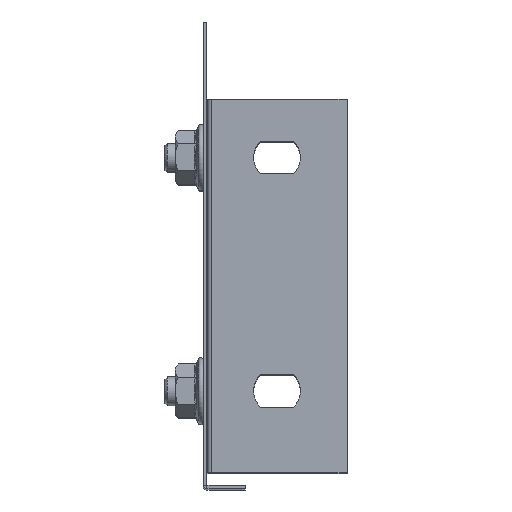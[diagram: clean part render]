
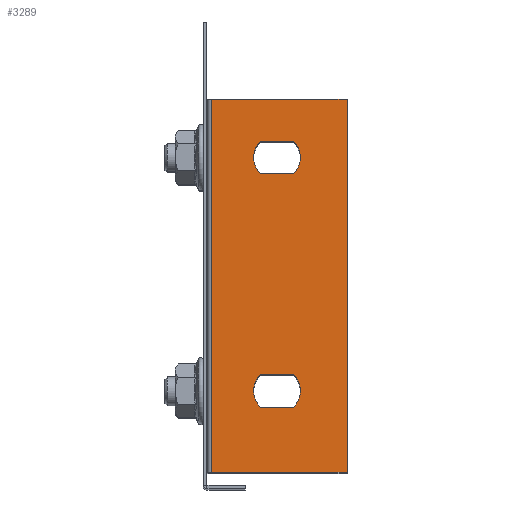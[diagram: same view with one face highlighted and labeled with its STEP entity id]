
A CAD part, top view. The second image highlights one B-rep face of the part: STEP entity #3289.
In plain terms, the highlighted face is planar.
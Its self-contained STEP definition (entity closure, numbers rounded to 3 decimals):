
#44 = ORIENTED_EDGE ( 'NONE', *, *, #2215, .F. ) ;
#45 = ORIENTED_EDGE ( 'NONE', *, *, #2226, .T. ) ;
#56 = EDGE_LOOP ( 'NONE', ( #81, #106, #101, #102 ) ) ;
#63 = ORIENTED_EDGE ( 'NONE', *, *, #2217, .F. ) ;
#64 = ORIENTED_EDGE ( 'NONE', *, *, #2205, .T. ) ;
#81 = ORIENTED_EDGE ( 'NONE', *, *, #2207, .F. ) ;
#82 = ORIENTED_EDGE ( 'NONE', *, *, #2219, .F. ) ;
#101 = ORIENTED_EDGE ( 'NONE', *, *, #2211, .F. ) ;
#102 = ORIENTED_EDGE ( 'NONE', *, *, #2213, .F. ) ;
#104 = ORIENTED_EDGE ( 'NONE', *, *, #2151, .F. ) ;
#105 = ORIENTED_EDGE ( 'NONE', *, *, #2224, .F. ) ;
#106 = ORIENTED_EDGE ( 'NONE', *, *, #2209, .F. ) ;
#109 = ORIENTED_EDGE ( 'NONE', *, *, #2221, .F. ) ;
#194 = CARTESIAN_POINT ( 'NONE',  ( 0., 1., -40. ) ) ;
#195 = CARTESIAN_POINT ( 'NONE',  ( 0., 1., 40. ) ) ;
#214 = CARTESIAN_POINT ( 'NONE',  ( 0., 30., -40. ) ) ;
#215 = CARTESIAN_POINT ( 'NONE',  ( 0., 11.429, -19. ) ) ;
#217 = CARTESIAN_POINT ( 'NONE',  ( 0., 18.571, -19. ) ) ;
#220 = CARTESIAN_POINT ( 'NONE',  ( 0., 11.429, -26. ) ) ;
#857 = DIRECTION ( 'NONE',  ( 1., 0., 0. ) ) ;
#859 = CARTESIAN_POINT ( 'NONE',  ( 0., 30., 40. ) ) ;
#860 = PLANE ( 'NONE',  #1096 ) ;
#862 = DIRECTION ( 'NONE',  ( 0., 1., 0. ) ) ;
#976 = CARTESIAN_POINT ( 'NONE',  ( 0., 18.571, 31. ) ) ;
#1019 = AXIS2_PLACEMENT_3D ( 'NONE', #2670, #2671, #2672 ) ;
#1020 = AXIS2_PLACEMENT_3D ( 'NONE', #2675, #2676, #2677 ) ;
#1021 = AXIS2_PLACEMENT_3D ( 'NONE', #2680, #2681, #2682 ) ;
#1022 = AXIS2_PLACEMENT_3D ( 'NONE', #2687, #2688, #2689 ) ;
#1096 = AXIS2_PLACEMENT_3D ( 'NONE', #859, #857, #862 ) ;
#1265 = EDGE_LOOP ( 'NONE', ( #104, #105, #45, #64 ) ) ;
#1266 = EDGE_LOOP ( 'NONE', ( #44, #63, #82, #109 ) ) ;
#1705 = FACE_BOUND ( 'NONE', #1266, .T. ) ;
#1709 = FACE_BOUND ( 'NONE', #56, .T. ) ;
#1710 = FACE_OUTER_BOUND ( 'NONE', #1265, .T. ) ;
#2151 = EDGE_CURVE ( 'NONE', #2876, #2863, #3510, .T. ) ;
#2205 = EDGE_CURVE ( 'NONE', #2868, #2863, #3555, .T. ) ;
#2207 = EDGE_CURVE ( 'NONE', #2877, #2882, #3551, .T. ) ;
#2209 = EDGE_CURVE ( 'NONE', #2879, #2877, #3557, .T. ) ;
#2211 = EDGE_CURVE ( 'NONE', #2376, #2879, #3559, .T. ) ;
#2213 = EDGE_CURVE ( 'NONE', #2882, #2376, #3560, .T. ) ;
#2215 = EDGE_CURVE ( 'NONE', #2389, #2380, #3562, .T. ) ;
#2217 = EDGE_CURVE ( 'NONE', #3708, #2389, #3563, .T. ) ;
#2219 = EDGE_CURVE ( 'NONE', #2381, #3708, #3565, .T. ) ;
#2221 = EDGE_CURVE ( 'NONE', #2380, #2381, #3566, .T. ) ;
#2224 = EDGE_CURVE ( 'NONE', #2383, #2876, #3568, .T. ) ;
#2226 = EDGE_CURVE ( 'NONE', #2383, #2868, #3569, .T. ) ;
#2376 = VERTEX_POINT ( 'NONE', #2754 ) ;
#2380 = VERTEX_POINT ( 'NONE', #2757 ) ;
#2381 = VERTEX_POINT ( 'NONE', #2716 ) ;
#2383 = VERTEX_POINT ( 'NONE', #2759 ) ;
#2389 = VERTEX_POINT ( 'NONE', #2765 ) ;
#2603 = CARTESIAN_POINT ( 'NONE',  ( 0., 30., -40. ) ) ;
#2607 = DIRECTION ( 'NONE',  ( 0., -1., 0. ) ) ;
#2666 = CARTESIAN_POINT ( 'NONE',  ( 0., 1., 40. ) ) ;
#2667 = DIRECTION ( 'NONE',  ( 0., -1., 0. ) ) ;
#2668 = DIRECTION ( 'NONE',  ( 0., 0., -1. ) ) ;
#2669 = CARTESIAN_POINT ( 'NONE',  ( 0., 18.571, -19. ) ) ;
#2670 = CARTESIAN_POINT ( 'NONE',  ( 0., 15., -22.5 ) ) ;
#2671 = DIRECTION ( 'NONE',  ( 1., 0., 0. ) ) ;
#2672 = DIRECTION ( 'NONE',  ( 0., 1., 0. ) ) ;
#2673 = DIRECTION ( 'NONE',  ( 0., 1., 0. ) ) ;
#2674 = CARTESIAN_POINT ( 'NONE',  ( 0., 11.429, -26. ) ) ;
#2675 = CARTESIAN_POINT ( 'NONE',  ( 0., 15., -22.5 ) ) ;
#2676 = DIRECTION ( 'NONE',  ( 1., 0., 0. ) ) ;
#2677 = DIRECTION ( 'NONE',  ( 0., 1., 0. ) ) ;
#2678 = DIRECTION ( 'NONE',  ( 0., -1., 0. ) ) ;
#2679 = CARTESIAN_POINT ( 'NONE',  ( 0., 18.571, 31. ) ) ;
#2680 = CARTESIAN_POINT ( 'NONE',  ( 0., 15., 27.5 ) ) ;
#2681 = DIRECTION ( 'NONE',  ( 1., 0., 0. ) ) ;
#2682 = DIRECTION ( 'NONE',  ( 0., 1., 0. ) ) ;
#2683 = DIRECTION ( 'NONE',  ( 0., 1., 0. ) ) ;
#2684 = CARTESIAN_POINT ( 'NONE',  ( 0., 30., 40. ) ) ;
#2685 = CARTESIAN_POINT ( 'NONE',  ( 0., 30., 40. ) ) ;
#2686 = CARTESIAN_POINT ( 'NONE',  ( 0., 11.429, 24. ) ) ;
#2687 = CARTESIAN_POINT ( 'NONE',  ( 0., 15., 27.5 ) ) ;
#2688 = DIRECTION ( 'NONE',  ( 1., 0., 0. ) ) ;
#2689 = DIRECTION ( 'NONE',  ( 0., 1., 0. ) ) ;
#2690 = DIRECTION ( 'NONE',  ( 0., 0., -1. ) ) ;
#2692 = DIRECTION ( 'NONE',  ( 0., -1., 0. ) ) ;
#2716 = CARTESIAN_POINT ( 'NONE',  ( 0., 18.571, 24. ) ) ;
#2754 = CARTESIAN_POINT ( 'NONE',  ( 0., 18.571, -26. ) ) ;
#2757 = CARTESIAN_POINT ( 'NONE',  ( 0., 11.429, 24. ) ) ;
#2759 = CARTESIAN_POINT ( 'NONE',  ( 0., 30., 40. ) ) ;
#2765 = CARTESIAN_POINT ( 'NONE',  ( 0., 11.429, 31. ) ) ;
#2863 = VERTEX_POINT ( 'NONE', #194 ) ;
#2868 = VERTEX_POINT ( 'NONE', #195 ) ;
#2876 = VERTEX_POINT ( 'NONE', #214 ) ;
#2877 = VERTEX_POINT ( 'NONE', #215 ) ;
#2879 = VERTEX_POINT ( 'NONE', #217 ) ;
#2882 = VERTEX_POINT ( 'NONE', #220 ) ;
#3289 = ADVANCED_FACE ( 'NONE', ( #1709, #1705, #1710 ), #860, .T. ) ;
#3510 = LINE ( 'NONE', #2603, #3515 ) ;
#3515 = VECTOR ( 'NONE', #2607, 1000. ) ;
#3551 = CIRCLE ( 'NONE', #1019, 5. ) ;
#3555 = LINE ( 'NONE', #2666, #3558 ) ;
#3557 = LINE ( 'NONE', #2669, #3561 ) ;
#3558 = VECTOR ( 'NONE', #2668, 1000. ) ;
#3559 = CIRCLE ( 'NONE', #1020, 5. ) ;
#3560 = LINE ( 'NONE', #2674, #3564 ) ;
#3561 = VECTOR ( 'NONE', #2667, 1000. ) ;
#3562 = CIRCLE ( 'NONE', #1021, 5. ) ;
#3563 = LINE ( 'NONE', #2679, #3567 ) ;
#3564 = VECTOR ( 'NONE', #2673, 1000. ) ;
#3565 = CIRCLE ( 'NONE', #1022, 5. ) ;
#3566 = LINE ( 'NONE', #2686, #3570 ) ;
#3567 = VECTOR ( 'NONE', #2678, 1000. ) ;
#3568 = LINE ( 'NONE', #2685, #3572 ) ;
#3569 = LINE ( 'NONE', #2684, #3574 ) ;
#3570 = VECTOR ( 'NONE', #2683, 1000. ) ;
#3572 = VECTOR ( 'NONE', #2690, 1000. ) ;
#3574 = VECTOR ( 'NONE', #2692, 1000. ) ;
#3708 = VERTEX_POINT ( 'NONE', #976 ) ;
